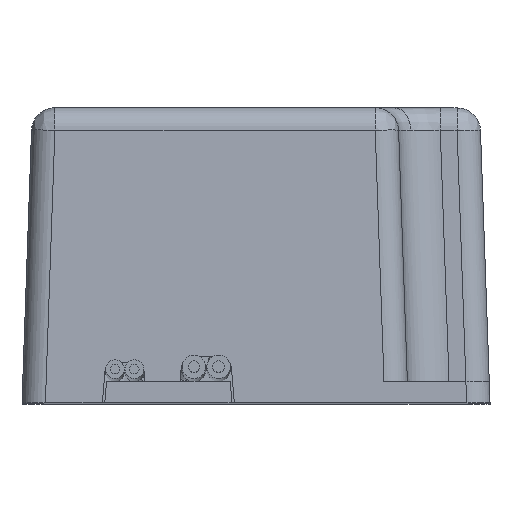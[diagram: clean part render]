
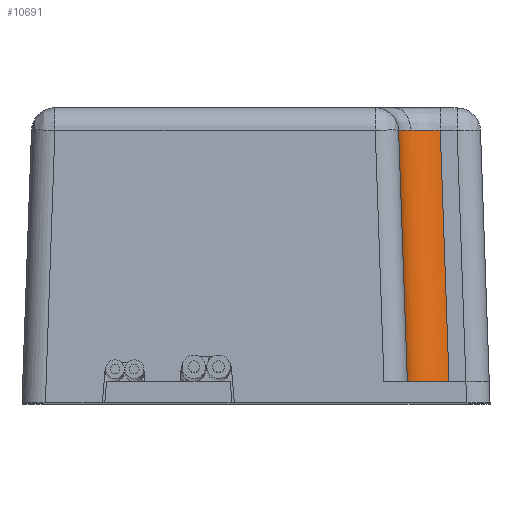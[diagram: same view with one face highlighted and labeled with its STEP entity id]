
A CAD part, top view. The second image highlights one B-rep face of the part: STEP entity #10691.
In plain terms, the highlighted cylindrical face has radius 3.563 mm (diameter 7.126 mm), a partial arc.
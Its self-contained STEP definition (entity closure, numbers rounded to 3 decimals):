
#285 = CARTESIAN_POINT ( 'NONE',  ( 12.899, 23.299, 35.559 ) ) ;
#292 = VERTEX_POINT ( 'NONE', #7505 ) ;
#329 = EDGE_CURVE ( 'NONE', #9988, #10529, #4873, .T. ) ;
#718 = EDGE_CURVE ( 'NONE', #12200, #7608, #2573, .T. ) ;
#1084 = EDGE_CURVE ( 'NONE', #292, #12200, #2096, .T. ) ;
#1125 = CARTESIAN_POINT ( 'NONE',  ( 12.937, 1.8, 38.498 ) ) ;
#1323 = CYLINDRICAL_SURFACE ( 'NONE', #3811, 3.563 ) ;
#2096 = LINE ( 'NONE', #11862, #9939 ) ;
#2214 = ORIENTED_EDGE ( 'NONE', *, *, #718, .F. ) ;
#2559 = CARTESIAN_POINT ( 'NONE',  ( 15.748, 23.27, 34.187 ) ) ;
#2573 = B_SPLINE_CURVE_WITH_KNOTS ( 'NONE', 3,
 ( #12101, #5197, #10112, #6191, #285, #7184 ),
 .UNSPECIFIED., .F., .F.,
 ( 4, 2, 4 ),
 ( 0., 0.5, 1. ),
 .UNSPECIFIED. ) ;
#2744 = CARTESIAN_POINT ( 'NONE',  ( 16.565, 0.005, 38.565 ) ) ;
#3264 = EDGE_LOOP ( 'NONE', ( #5879, #2214, #12471, #3861, #5133 ) ) ;
#3579 = CARTESIAN_POINT ( 'NONE',  ( 14.815, 23.286, 34.279 ) ) ;
#3627 = DIRECTION ( 'NONE',  ( 0.035, -0.999, 0.035 ) ) ;
#3724 = DIRECTION ( 'NONE',  ( 0., 0.035, 0.999 ) ) ;
#3811 = AXIS2_PLACEMENT_3D ( 'NONE', #2744, #10623, #3724 ) ;
#3861 = ORIENTED_EDGE ( 'NONE', *, *, #10330, .T. ) ;
#3883 = B_SPLINE_CURVE_WITH_KNOTS ( 'NONE', 3,
 ( #7497, #8494, #9461, #3579, #10471, #4566 ),
 .UNSPECIFIED., .F., .F.,
 ( 4, 2, 4 ),
 ( 0., 0.5, 1. ),
 .UNSPECIFIED. ) ;
#4483 = EDGE_CURVE ( 'NONE', #7608, #9988, #3883, .T. ) ;
#4566 = CARTESIAN_POINT ( 'NONE',  ( 15.748, 23.27, 34.187 ) ) ;
#4873 = LINE ( 'NONE', #9524, #10109 ) ;
#5133 = ORIENTED_EDGE ( 'NONE', *, *, #329, .F. ) ;
#5197 = CARTESIAN_POINT ( 'NONE',  ( 12.187, 23.279, 37.282 ) ) ;
#5879 = ORIENTED_EDGE ( 'NONE', *, *, #4483, .F. ) ;
#5932 = DIRECTION ( 'NONE',  ( -0.035, 0.999, -0.035 ) ) ;
#6051 = CARTESIAN_POINT ( 'NONE',  ( 16.498, 1.8, 34.937 ) ) ;
#6191 = CARTESIAN_POINT ( 'NONE',  ( 12.636, 23.296, 35.954 ) ) ;
#6223 = CARTESIAN_POINT ( 'NONE',  ( 13.229, 23.299, 35.229 ) ) ;
#7184 = CARTESIAN_POINT ( 'NONE',  ( 13.229, 23.299, 35.229 ) ) ;
#7497 = CARTESIAN_POINT ( 'NONE',  ( 13.229, 23.299, 35.229 ) ) ;
#7505 = CARTESIAN_POINT ( 'NONE',  ( 12.937, 1.8, 38.498 ) ) ;
#7608 = VERTEX_POINT ( 'NONE', #6223 ) ;
#8019 = CARTESIAN_POINT ( 'NONE',  ( 12.937, 1.8, 36.412 ) ) ;
#8190 = CARTESIAN_POINT ( 'NONE',  ( 12.187, 23.27, 37.748 ) ) ;
#8494 = CARTESIAN_POINT ( 'NONE',  ( 13.559, 23.299, 34.899 ) ) ;
#9461 = CARTESIAN_POINT ( 'NONE',  ( 13.954, 23.296, 34.636 ) ) ;
#9466 = FACE_OUTER_BOUND ( 'NONE', #3264, .T. ) ;
#9498 = CARTESIAN_POINT ( 'NONE',  ( 16.498, 1.8, 34.937 ) ) ;
#9524 = CARTESIAN_POINT ( 'NONE',  ( 16.565, -0.12, 35.004 ) ) ;
#9939 = VECTOR ( 'NONE', #5932, 1000. ) ;
#9988 = VERTEX_POINT ( 'NONE', #2559 ) ;
#10109 = VECTOR ( 'NONE', #3627, 1000. ) ;
#10112 = CARTESIAN_POINT ( 'NONE',  ( 12.279, 23.286, 36.815 ) ) ;
#10330 = EDGE_CURVE ( 'NONE', #292, #10529, #10368, .T. ) ;
#10368 =( BOUNDED_CURVE ( )  B_SPLINE_CURVE ( 3, ( #1125, #8019, #11978, #6051 ),
 .UNSPECIFIED., .F., .T. ) 
 B_SPLINE_CURVE_WITH_KNOTS ( ( 4, 4 ),
 ( 5.498, 7.068 ),
 .UNSPECIFIED. ) 
 CURVE ( )  GEOMETRIC_REPRESENTATION_ITEM ( )  RATIONAL_B_SPLINE_CURVE ( ( 1., 0.805, 0.805, 1. ) ) 
 REPRESENTATION_ITEM ( '' )  );
#10471 = CARTESIAN_POINT ( 'NONE',  ( 15.282, 23.279, 34.187 ) ) ;
#10529 = VERTEX_POINT ( 'NONE', #9498 ) ;
#10623 = DIRECTION ( 'NONE',  ( -0.035, 0.999, -0.035 ) ) ;
#10691 = ADVANCED_FACE ( 'NONE', ( #9466 ), #1323, .F. ) ;
#11862 = CARTESIAN_POINT ( 'NONE',  ( 12.937, 1.8, 38.498 ) ) ;
#11978 = CARTESIAN_POINT ( 'NONE',  ( 14.412, 1.8, 34.937 ) ) ;
#12101 = CARTESIAN_POINT ( 'NONE',  ( 12.187, 23.27, 37.748 ) ) ;
#12200 = VERTEX_POINT ( 'NONE', #8190 ) ;
#12471 = ORIENTED_EDGE ( 'NONE', *, *, #1084, .F. ) ;
